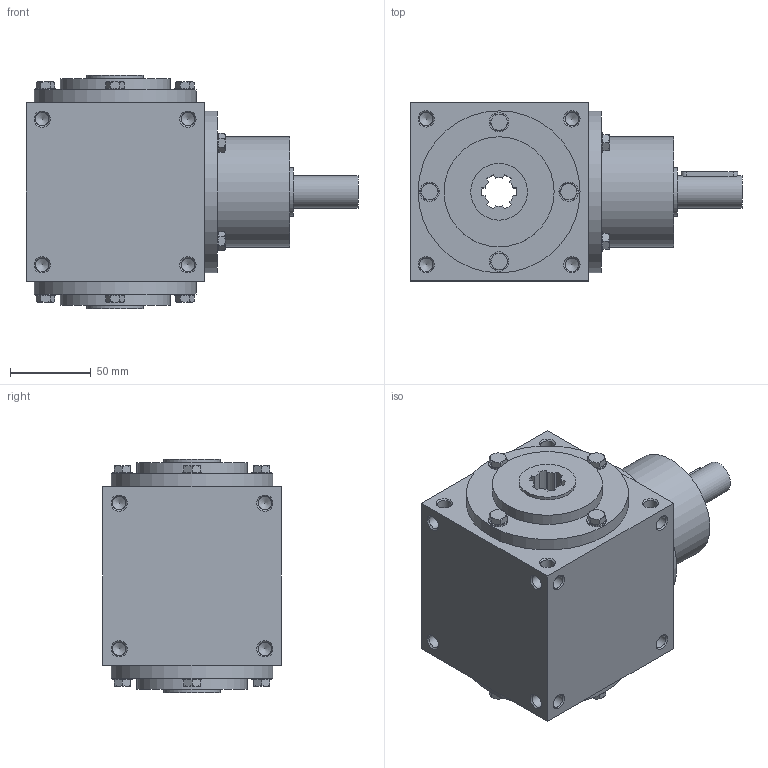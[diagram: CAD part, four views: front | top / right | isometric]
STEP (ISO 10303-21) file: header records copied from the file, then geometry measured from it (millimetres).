
FILE_DESCRIPTION( ( 'STEP AP214' ), ' ' );
FILE_NAME( 'RB110_C2_R.1_1.5.stp', '2017-10-01T13:48:35', ( '' ), ( '' ), ' ', 'PARTsolutions', ' ' );
FILE_SCHEMA( ( 'AUTOMOTIVE_DESIGN { 1 0 10303 214 1 1 1 1 }' ) );
Length unit declared in the file: millimetre
Products named in the file (4): RB110_C2_R.1/1.5; _RB1102-case; _RC110-shaft; _RC_RR110-screw
Assembly tree (14 placements, depth 2):
  RB110_C2_R.1/1.5
    _RB1102-case
    _RC110-shaft
    _RC_RR110-screw  x12
Bounding box: 205 x 110 x 144 mm (x, y, z)
Volume: 1647390.7 mm3; surface area: 138508.5 mm2
Topology: 14 solids, 14 shells, 376 faces, 950 edges, 595 vertices
Faces by surface type: plane 155, cone 122, cylinder 99
Full cylindrical faces by diameter (mm): 6.647 x1, 8.376 x48, 12 x12, 20 x1, 28 x1, 30 x2, 35 x2, 68 x3, 100 x3
Entity records: 7432 total; most frequent: DIRECTION 1064, CARTESIAN_POINT 1052, ORIENTED_EDGE 790, AXIS2_PLACEMENT_3D 468, EDGE_CURVE 395, EDGE_LOOP 328, VERTEX_POINT 320, FACE_OUTER_BOUND 262
